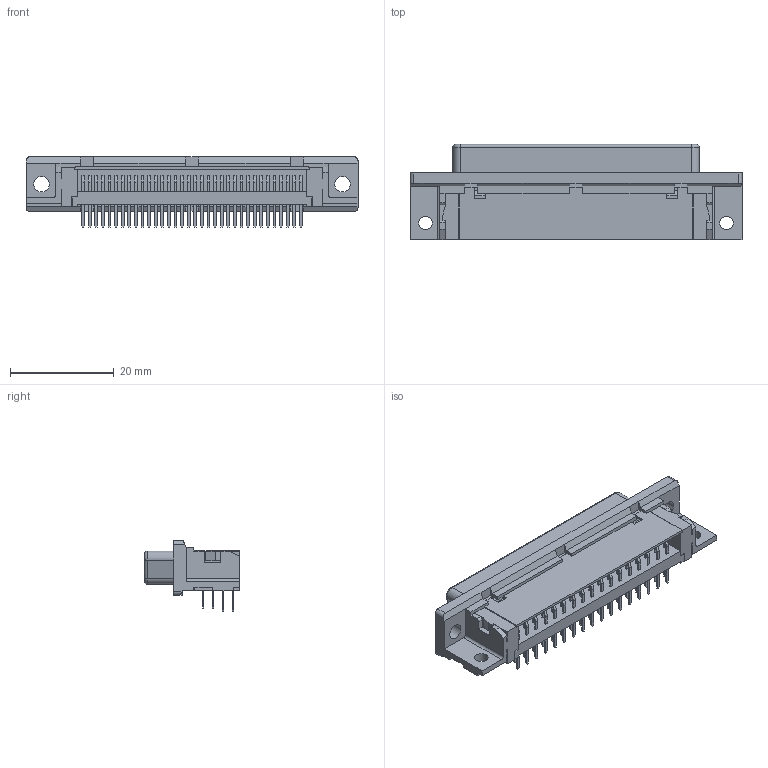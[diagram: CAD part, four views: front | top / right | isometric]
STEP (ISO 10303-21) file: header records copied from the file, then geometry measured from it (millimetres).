
FILE_DESCRIPTION(/* description */ (''),/* implementation_level */ '2;1');
FILE_NAME(/* name */ 'MDR_Female_PCB_Mount_Connector.step',/* time_stamp */ '2025-03-28T15:30:42-04:00',/* author */ (''),/* organization */ (''),/* preprocessor_version */ 'ST-DEVELOPER v20.1',/* originating_system */ 'Autodesk Translation Framework v14.4.0.0',/* authorisation */ '');
FILE_SCHEMA (('AUTOMOTIVE_DESIGN { 1 0 10303 214 3 1 1 }'));
Length unit declared in the file: millimetre
Products named in the file (1): DX10A-68S
Bounding box: 63.88 x 18.3 x 13.52 mm (x, y, z)
Volume: 5710.5 mm3; surface area: 7981.5 mm2
Topology: 1 solids, 1 shells, 1170 faces, 3383 edges, 2240 vertices
Faces by surface type: plane 1003, cylinder 163, torus 4
Full cylindrical faces by diameter (mm): 2.6 x2, 3 x2
Entity records: 38657 total; most frequent: CARTESIAN_POINT 7169, ORIENTED_EDGE 6766, DIRECTION 6041, EDGE_CURVE 3383, LINE 3051, VECTOR 3051, VERTEX_POINT 2240, AXIS2_PLACEMENT_3D 1495
